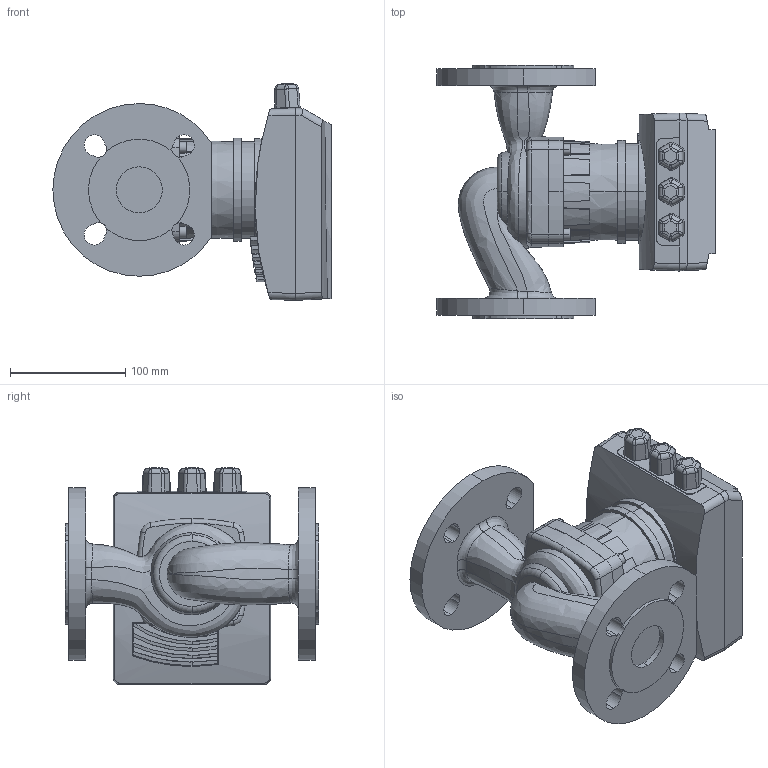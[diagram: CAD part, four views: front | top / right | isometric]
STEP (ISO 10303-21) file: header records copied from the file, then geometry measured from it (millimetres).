
FILE_DESCRIPTION (( 'STEP AP203' ), '1' );
FILE_NAME ('A401KW.STEP', '2010-11-05T09:03:48', ( ' ' ), ( '' ), 'SwSTEP 2.0', 'SolidWorks 2008', '' );
FILE_SCHEMA (( 'CONFIG_CONTROL_DESIGN' ));
Length unit declared in the file: millimetre
Products named in the file (3): A401KW; Motor kompl_Standard; Pumpengehäuse_Standard
Assembly tree (2 placements, depth 2):
  A401KW
    Motor kompl_Standard
    Pumpengehäuse_Standard
Bounding box: 241.7 x 220 x 188.32 mm (x, y, z)
Volume: 2937910.5 mm3; surface area: 265900.9 mm2
Topology: 4 solids, 4 shells, 509 faces, 1317 edges, 839 vertices
Faces by surface type: cylinder 205, plane 196, bspline 63, cone 18, torus 15, sphere 12
Entity records: 27310 total; most frequent: CARTESIAN_POINT 15202, ORIENTED_EDGE 2634, DIRECTION 2304, EDGE_CURVE 1317, AXIS2_PLACEMENT_3D 850, VERTEX_POINT 839, VECTOR 604, LINE 604
